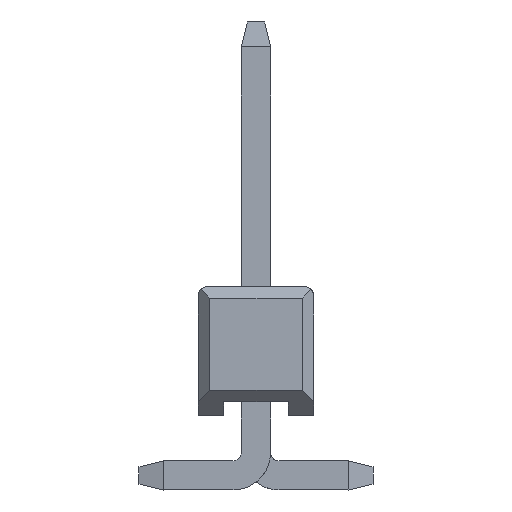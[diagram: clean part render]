
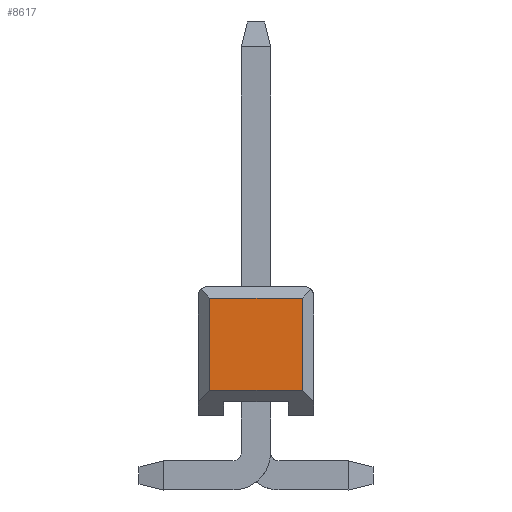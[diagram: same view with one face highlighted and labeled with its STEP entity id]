
A CAD part, left-side view. The second image highlights one B-rep face of the part: STEP entity #8617.
In plain terms, the highlighted planar face has unit normal (-1, 0, 0).
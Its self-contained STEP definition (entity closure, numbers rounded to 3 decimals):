
#365 = DIRECTION ( 'NONE',  ( 0., -1., 0. ) ) ;
#511 = ORIENTED_EDGE ( 'NONE', *, *, #18796, .T. ) ;
#950 = CARTESIAN_POINT ( 'NONE',  ( -12.7, -1., 3.148 ) ) ;
#1421 = DIRECTION ( 'NONE',  ( 0., 1., 0. ) ) ;
#1545 = LINE ( 'NONE', #5340, #17661 ) ;
#3987 = EDGE_CURVE ( 'NONE', #21410, #12778, #13759, .T. ) ;
#4131 = FACE_OUTER_BOUND ( 'NONE', #21602, .T. ) ;
#4466 = DIRECTION ( 'NONE',  ( -1., 0., 0. ) ) ;
#4805 = PLANE ( 'NONE',  #13202 ) ;
#5340 = CARTESIAN_POINT ( 'NONE',  ( -12.7, 0., 4.165 ) ) ;
#7188 = ORIENTED_EDGE ( 'NONE', *, *, #3987, .T. ) ;
#7314 = CARTESIAN_POINT ( 'NONE',  ( -12.7, 0., 2.165 ) ) ;
#8035 = CARTESIAN_POINT ( 'NONE',  ( -12.7, -1., 2.165 ) ) ;
#8617 = ADVANCED_FACE ( 'NONE', ( #4131 ), #4805, .T. ) ;
#11762 = DIRECTION ( 'NONE',  ( 0., 0., -1. ) ) ;
#12230 = LINE ( 'NONE', #7314, #16847 ) ;
#12778 = VERTEX_POINT ( 'NONE', #22308 ) ;
#13202 = AXIS2_PLACEMENT_3D ( 'NONE', #8035, #4466, #13513 ) ;
#13368 = LINE ( 'NONE', #950, #18023 ) ;
#13430 = ORIENTED_EDGE ( 'NONE', *, *, #16648, .T. ) ;
#13513 = DIRECTION ( 'NONE',  ( 0., 0., 1. ) ) ;
#13560 = ORIENTED_EDGE ( 'NONE', *, *, #21731, .F. ) ;
#13759 = LINE ( 'NONE', #20810, #15916 ) ;
#14791 = VERTEX_POINT ( 'NONE', #15803 ) ;
#15163 = VERTEX_POINT ( 'NONE', #17193 ) ;
#15247 = CARTESIAN_POINT ( 'NONE',  ( -12.7, 1., 4.165 ) ) ;
#15803 = CARTESIAN_POINT ( 'NONE',  ( -12.7, -1., 2.165 ) ) ;
#15916 = VECTOR ( 'NONE', #22773, 1000. ) ;
#16648 = EDGE_CURVE ( 'NONE', #12778, #14791, #12230, .T. ) ;
#16847 = VECTOR ( 'NONE', #365, 1000. ) ;
#17193 = CARTESIAN_POINT ( 'NONE',  ( -12.7, -1., 4.165 ) ) ;
#17661 = VECTOR ( 'NONE', #1421, 1000. ) ;
#18023 = VECTOR ( 'NONE', #11762, 1000. ) ;
#18796 = EDGE_CURVE ( 'NONE', #15163, #21410, #1545, .T. ) ;
#20810 = CARTESIAN_POINT ( 'NONE',  ( -12.7, 1., 3.165 ) ) ;
#21410 = VERTEX_POINT ( 'NONE', #15247 ) ;
#21602 = EDGE_LOOP ( 'NONE', ( #511, #7188, #13430, #13560 ) ) ;
#21731 = EDGE_CURVE ( 'NONE', #15163, #14791, #13368, .T. ) ;
#22308 = CARTESIAN_POINT ( 'NONE',  ( -12.7, 1., 2.165 ) ) ;
#22773 = DIRECTION ( 'NONE',  ( 0., 0., -1. ) ) ;
